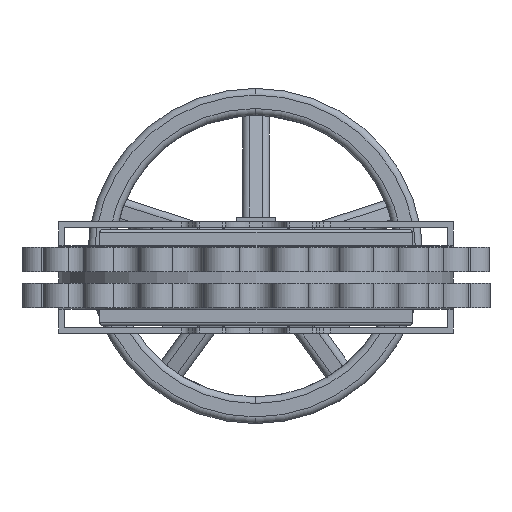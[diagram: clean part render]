
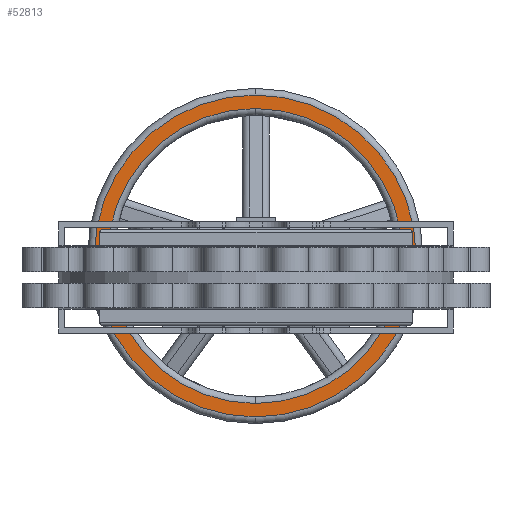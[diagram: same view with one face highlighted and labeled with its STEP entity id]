
A CAD part, front view. The second image highlights one B-rep face of the part: STEP entity #52813.
In plain terms, the highlighted planar face has unit normal (0, -1, 0).
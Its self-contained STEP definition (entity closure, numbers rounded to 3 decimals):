
#69 = VERTEX_POINT ( 'NONE', #59181 ) ;
#2940 = EDGE_LOOP ( 'NONE', ( #15596, #44013 ) ) ;
#3723 = AXIS2_PLACEMENT_3D ( 'NONE', #66554, #72699, #27318 ) ;
#5545 = DIRECTION ( 'NONE',  ( 0., 0., 1. ) ) ;
#9384 = DIRECTION ( 'NONE',  ( 0., 0., 1. ) ) ;
#11881 = EDGE_CURVE ( 'NONE', #46205, #69, #18296, .T. ) ;
#11919 = VERTEX_POINT ( 'NONE', #71659 ) ;
#14856 = DIRECTION ( 'NONE',  ( 0., 0., 1. ) ) ;
#15596 = ORIENTED_EDGE ( 'NONE', *, *, #70356, .T. ) ;
#18296 = CIRCLE ( 'NONE', #50700, 220. ) ;
#19178 = ORIENTED_EDGE ( 'NONE', *, *, #38712, .T. ) ;
#21003 = DIRECTION ( 'NONE',  ( 0., -1., 0. ) ) ;
#25874 = DIRECTION ( 'NONE',  ( 0., 0., 1. ) ) ;
#27318 = DIRECTION ( 'NONE',  ( 0., 0., 1. ) ) ;
#31464 = CARTESIAN_POINT ( 'NONE',  ( -1.156, 1275., 23.5 ) ) ;
#32031 = CIRCLE ( 'NONE', #41810, 240. ) ;
#32368 = VERTEX_POINT ( 'NONE', #63441 ) ;
#33208 = DIRECTION ( 'NONE',  ( 0., 1., 0. ) ) ;
#34512 = AXIS2_PLACEMENT_3D ( 'NONE', #48187, #21003, #14856 ) ;
#36627 = DIRECTION ( 'NONE',  ( 0., -1., 0. ) ) ;
#38712 = EDGE_CURVE ( 'NONE', #11919, #32368, #49955, .T. ) ;
#41810 = AXIS2_PLACEMENT_3D ( 'NONE', #48167, #36627, #25874 ) ;
#44013 = ORIENTED_EDGE ( 'NONE', *, *, #11881, .T. ) ;
#44251 = CARTESIAN_POINT ( 'NONE',  ( -1.156, 1275., 23.5 ) ) ;
#46205 = VERTEX_POINT ( 'NONE', #53728 ) ;
#48167 = CARTESIAN_POINT ( 'NONE',  ( -1.156, 1275., 23.5 ) ) ;
#48187 = CARTESIAN_POINT ( 'NONE',  ( -1.156, 1275., 23.5 ) ) ;
#49221 = AXIS2_PLACEMENT_3D ( 'NONE', #44251, #33208, #5545 ) ;
#49955 = CIRCLE ( 'NONE', #34512, 240. ) ;
#50700 = AXIS2_PLACEMENT_3D ( 'NONE', #31464, #65765, #9384 ) ;
#52307 = CIRCLE ( 'NONE', #3723, 220. ) ;
#52813 = ADVANCED_FACE ( 'NONE', ( #71923, #60480 ), #55760, .F. ) ;
#53728 = CARTESIAN_POINT ( 'NONE',  ( -1.156, 1275., -196.5 ) ) ;
#55760 = PLANE ( 'NONE',  #49221 ) ;
#59181 = CARTESIAN_POINT ( 'NONE',  ( -1.156, 1275., 243.5 ) ) ;
#59562 = EDGE_LOOP ( 'NONE', ( #19178, #72478 ) ) ;
#60480 = FACE_OUTER_BOUND ( 'NONE', #59562, .T. ) ;
#63441 = CARTESIAN_POINT ( 'NONE',  ( -1.156, 1275., -216.5 ) ) ;
#65765 = DIRECTION ( 'NONE',  ( 0., 1., 0. ) ) ;
#66554 = CARTESIAN_POINT ( 'NONE',  ( -1.156, 1275., 23.5 ) ) ;
#70356 = EDGE_CURVE ( 'NONE', #69, #46205, #52307, .T. ) ;
#71659 = CARTESIAN_POINT ( 'NONE',  ( -1.156, 1275., 263.5 ) ) ;
#71923 = FACE_BOUND ( 'NONE', #2940, .T. ) ;
#72076 = EDGE_CURVE ( 'NONE', #32368, #11919, #32031, .T. ) ;
#72478 = ORIENTED_EDGE ( 'NONE', *, *, #72076, .T. ) ;
#72699 = DIRECTION ( 'NONE',  ( 0., 1., 0. ) ) ;
